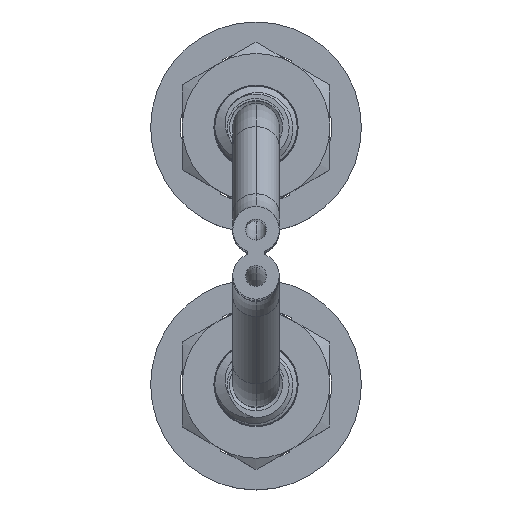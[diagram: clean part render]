
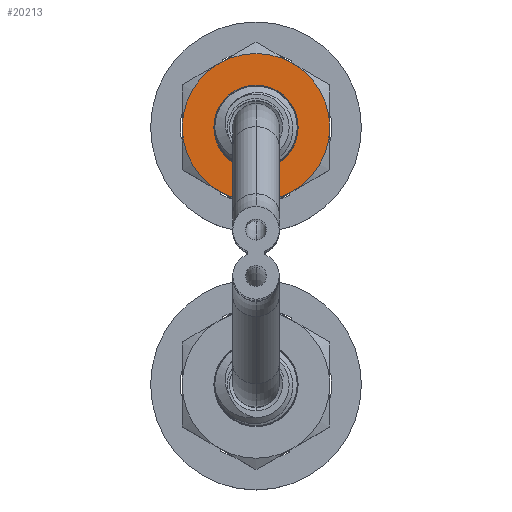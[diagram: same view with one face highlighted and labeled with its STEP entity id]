
A CAD part, top view. The second image highlights one B-rep face of the part: STEP entity #20213.
In plain terms, the highlighted planar face has unit normal (0, 0, 1).
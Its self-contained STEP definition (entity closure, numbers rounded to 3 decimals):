
#19408=CARTESIAN_POINT('',(0.,0.,0.));
#19409=DIRECTION('',(0.,0.,-1.));
#19410=DIRECTION('',(1.,0.,0.));
#19411=AXIS2_PLACEMENT_3D('',#19408,#19409,#19410);
#19413=CARTESIAN_POINT('',(0.,0.,0.));
#19414=DIRECTION('',(0.,0.,-1.));
#19415=DIRECTION('',(0.5,-0.866,0.));
#19416=AXIS2_PLACEMENT_3D('',#19413,#19414,#19415);
#19418=CARTESIAN_POINT('',(0.,0.,0.));
#19419=DIRECTION('',(0.,0.,-1.));
#19420=DIRECTION('',(-0.5,-0.866,0.));
#19421=AXIS2_PLACEMENT_3D('',#19418,#19419,#19420);
#19423=CARTESIAN_POINT('',(0.,0.,0.));
#19424=DIRECTION('',(0.,0.,-1.));
#19425=DIRECTION('',(-1.,0.,0.));
#19426=AXIS2_PLACEMENT_3D('',#19423,#19424,#19425);
#19428=CARTESIAN_POINT('',(0.,0.,0.));
#19429=DIRECTION('',(0.,0.,-1.));
#19430=DIRECTION('',(-0.5,0.866,0.));
#19431=AXIS2_PLACEMENT_3D('',#19428,#19429,#19430);
#19433=CARTESIAN_POINT('',(0.,0.,0.));
#19434=DIRECTION('',(0.,0.,-1.));
#19435=DIRECTION('',(0.5,0.866,0.));
#19436=AXIS2_PLACEMENT_3D('',#19433,#19434,#19435);
#19455=CARTESIAN_POINT('',(0.,0.,0.));
#19456=DIRECTION('',(0.,0.,-1.));
#19457=DIRECTION('',(-1.,0.,0.));
#19458=AXIS2_PLACEMENT_3D('',#19455,#19456,#19457);
#19464=CARTESIAN_POINT('',(0.,0.,0.));
#19465=DIRECTION('',(0.,0.,-1.));
#19466=DIRECTION('',(1.,0.,0.));
#19467=AXIS2_PLACEMENT_3D('',#19464,#19465,#19466);
#19878=CARTESIAN_POINT('',(3.5,0.,0.));
#19879=CARTESIAN_POINT('',(1.75,-3.031,0.));
#19880=VERTEX_POINT('',#19878);
#19881=VERTEX_POINT('',#19879);
#19882=CARTESIAN_POINT('',(-2.,0.,0.));
#19883=CARTESIAN_POINT('',(2.,0.,0.));
#19884=VERTEX_POINT('',#19882);
#19885=VERTEX_POINT('',#19883);
#19909=CARTESIAN_POINT('',(-1.75,-3.031,0.));
#19910=VERTEX_POINT('',#19909);
#19911=CARTESIAN_POINT('',(-3.5,0.,0.));
#19912=VERTEX_POINT('',#19911);
#19913=CARTESIAN_POINT('',(-1.75,3.031,0.));
#19914=CARTESIAN_POINT('',(1.75,3.031,0.));
#19915=VERTEX_POINT('',#19913);
#19916=VERTEX_POINT('',#19914);
#20189=CARTESIAN_POINT('',(-7.,0.,0.));
#20190=DIRECTION('',(0.,0.,1.));
#20191=DIRECTION('',(1.,0.,0.));
#20192=AXIS2_PLACEMENT_3D('',#20189,#20190,#20191);
#20193=PLANE('',#20192);
#20194=ORIENTED_EDGE('',*,*,#20184,.T.);
#20196=ORIENTED_EDGE('',*,*,#20195,.T.);
#20198=ORIENTED_EDGE('',*,*,#20197,.T.);
#20200=ORIENTED_EDGE('',*,*,#20199,.T.);
#20202=ORIENTED_EDGE('',*,*,#20201,.T.);
#20204=ORIENTED_EDGE('',*,*,#20203,.T.);
#20205=EDGE_LOOP('',(#20194,#20196,#20198,#20200,#20202,#20204));
#20206=FACE_OUTER_BOUND('',#20205,.F.);
#20208=ORIENTED_EDGE('',*,*,#20207,.F.);
#20210=ORIENTED_EDGE('',*,*,#20209,.F.);
#20211=EDGE_LOOP('',(#20208,#20210));
#20212=FACE_BOUND('',#20211,.F.);
#20213=ADVANCED_FACE('',(#20206,#20212),#20193,.T.);
#19412=CIRCLE('',#19411,3.5);
#19417=CIRCLE('',#19416,3.5);
#19422=CIRCLE('',#19421,3.5);
#19427=CIRCLE('',#19426,3.5);
#19432=CIRCLE('',#19431,3.5);
#19437=CIRCLE('',#19436,3.5);
#19459=CIRCLE('',#19458,2.);
#19468=CIRCLE('',#19467,2.);
#20184=EDGE_CURVE('',#19880,#19881,#19412,.T.);
#20195=EDGE_CURVE('',#19881,#19910,#19417,.T.);
#20197=EDGE_CURVE('',#19910,#19912,#19422,.T.);
#20199=EDGE_CURVE('',#19912,#19915,#19427,.T.);
#20201=EDGE_CURVE('',#19915,#19916,#19432,.T.);
#20203=EDGE_CURVE('',#19916,#19880,#19437,.T.);
#20207=EDGE_CURVE('',#19884,#19885,#19459,.T.);
#20209=EDGE_CURVE('',#19885,#19884,#19468,.T.);
